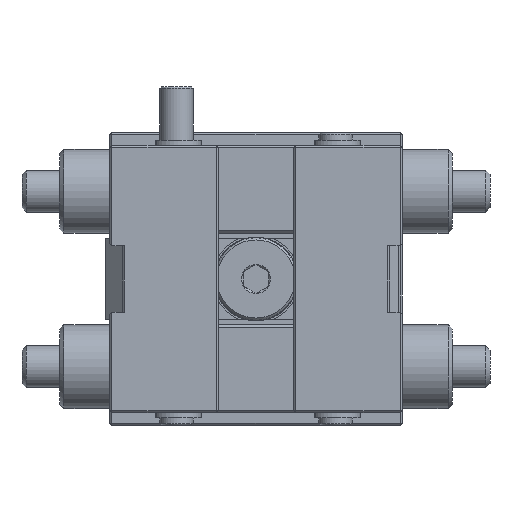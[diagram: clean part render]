
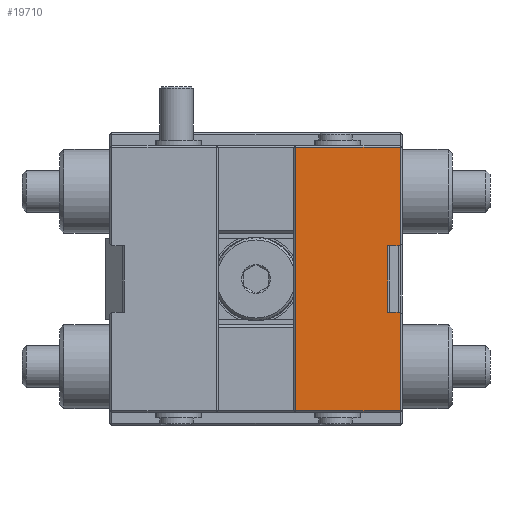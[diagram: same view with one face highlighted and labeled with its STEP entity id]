
A CAD part, front view. The second image highlights one B-rep face of the part: STEP entity #19710.
In plain terms, the highlighted planar face has unit normal (0, -1, 0).
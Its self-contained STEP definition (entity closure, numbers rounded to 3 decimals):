
#528=PLANE('',#21135);
#2081=FACE_OUTER_BOUND('',#3323,.T.);
#3323=EDGE_LOOP('',(#15712,#15713,#15714,#15715,#15716,#15717,#15718,#15719));
#5510=LINE('',#51262,#7077);
#5542=LINE('',#51328,#7109);
#5551=LINE('',#51345,#7118);
#5559=LINE('',#51360,#7126);
#5560=LINE('',#51362,#7127);
#5590=LINE('',#51418,#7157);
#5609=LINE('',#51456,#7176);
#5610=LINE('',#51458,#7177);
#7077=VECTOR('',#23978,10.);
#7109=VECTOR('',#24034,10.);
#7118=VECTOR('',#24051,10.);
#7126=VECTOR('',#24065,10.);
#7127=VECTOR('',#24068,10.);
#7157=VECTOR('',#24126,10.);
#7176=VECTOR('',#24169,10.);
#7177=VECTOR('',#24172,10.);
#8927=VERTEX_POINT('',#51255);
#8930=VERTEX_POINT('',#51260);
#8951=VERTEX_POINT('',#51323);
#8952=VERTEX_POINT('',#51327);
#8953=VERTEX_POINT('',#51331);
#8956=VERTEX_POINT('',#51338);
#8957=VERTEX_POINT('',#51347);
#8960=VERTEX_POINT('',#51355);
#11305=EDGE_CURVE('',#8930,#8927,#5510,.T.);
#11338=EDGE_CURVE('',#8952,#8951,#5542,.T.);
#11347=EDGE_CURVE('',#8953,#8956,#5551,.T.);
#11355=EDGE_CURVE('',#8956,#8960,#5559,.T.);
#11356=EDGE_CURVE('',#8960,#8957,#5560,.T.);
#11386=EDGE_CURVE('',#8951,#8953,#5590,.T.);
#11406=EDGE_CURVE('',#8930,#8957,#5609,.T.);
#11407=EDGE_CURVE('',#8952,#8927,#5610,.T.);
#15712=ORIENTED_EDGE('',*,*,#11406,.T.);
#15713=ORIENTED_EDGE('',*,*,#11356,.F.);
#15714=ORIENTED_EDGE('',*,*,#11355,.F.);
#15715=ORIENTED_EDGE('',*,*,#11347,.F.);
#15716=ORIENTED_EDGE('',*,*,#11386,.F.);
#15717=ORIENTED_EDGE('',*,*,#11338,.F.);
#15718=ORIENTED_EDGE('',*,*,#11407,.T.);
#15719=ORIENTED_EDGE('',*,*,#11305,.F.);
#19710=ADVANCED_FACE('',(#2081),#528,.T.);
#21135=AXIS2_PLACEMENT_3D('',#51457,#24170,#24171);
#23978=DIRECTION('',(0.,0.,-1.));
#24034=DIRECTION('',(0.,0.,-1.));
#24051=DIRECTION('',(0.,0.,1.));
#24065=DIRECTION('',(1.,0.,0.));
#24068=DIRECTION('',(0.,0.,-1.));
#24126=DIRECTION('',(-1.,0.,0.));
#24169=DIRECTION('',(1.,0.,0.));
#24170=DIRECTION('center_axis',(0.,-1.,0.));
#24171=DIRECTION('ref_axis',(-1.,0.,0.));
#24172=DIRECTION('',(-1.,0.,0.));
#51255=CARTESIAN_POINT('',(11.25,0.,-20.));
#51260=CARTESIAN_POINT('',(11.25,0.,-12.));
#51262=CARTESIAN_POINT('',(11.25,0.,-10.));
#51323=CARTESIAN_POINT('',(12.75,0.,-31.75));
#51327=CARTESIAN_POINT('',(12.75,0.,-20.));
#51328=CARTESIAN_POINT('',(12.75,0.,0.));
#51331=CARTESIAN_POINT('',(0.25,0.,-31.75));
#51338=CARTESIAN_POINT('',(0.25,0.,-0.25));
#51345=CARTESIAN_POINT('',(0.25,0.,0.));
#51347=CARTESIAN_POINT('',(12.75,0.,-12.));
#51355=CARTESIAN_POINT('',(12.75,0.,-0.25));
#51360=CARTESIAN_POINT('',(9.75,0.,-0.25));
#51362=CARTESIAN_POINT('',(12.75,0.,0.));
#51418=CARTESIAN_POINT('',(9.75,0.,-31.75));
#51456=CARTESIAN_POINT('',(12.25,0.,-12.));
#51457=CARTESIAN_POINT('Origin',(13.,0.,0.));
#51458=CARTESIAN_POINT('',(13.,0.,-20.));
